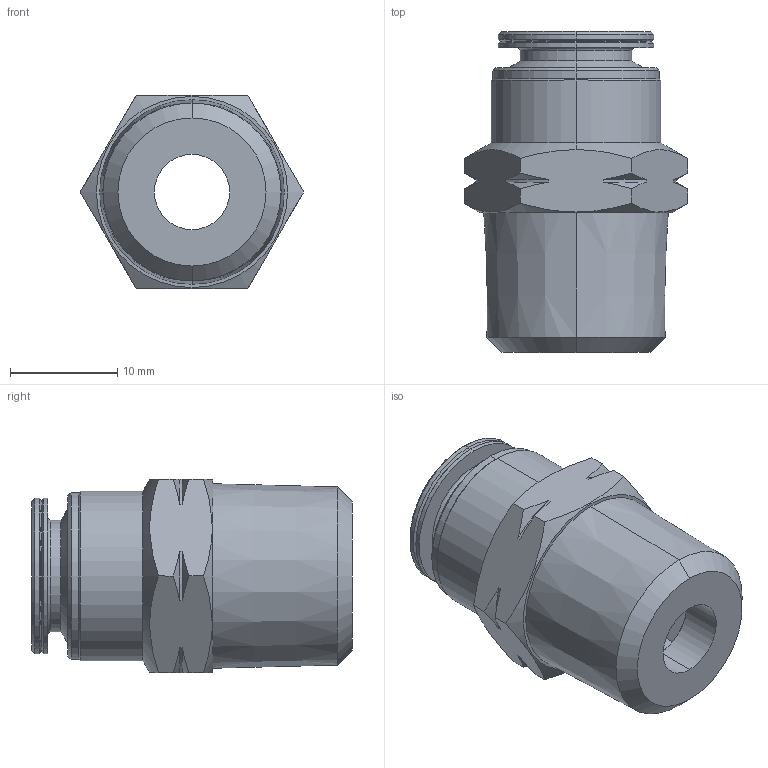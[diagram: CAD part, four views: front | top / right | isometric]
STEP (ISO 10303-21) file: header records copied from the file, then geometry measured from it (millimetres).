
FILE_DESCRIPTION (( 'STEP AP203' ), '1' );
FILE_NAME ('MM010052.STEP', '2010-08-06T11:34:25', ( '' ), ( 'sopra-pneumatic' ), 'SwSTEP 2.0', 'SolidWorks 2009', '' );
FILE_SCHEMA (( 'CONFIG_CONTROL_DESIGN' ));
Length unit declared in the file: millimetre
Products named in the file (1): MM010052
Bounding box: 20.78 x 29.87 x 18 mm (x, y, z)
Volume: 4553.4 mm3; surface area: 2897.4 mm2
Topology: 1 solids, 1 shells, 89 faces, 210 edges, 128 vertices
Faces by surface type: cone 40, plane 25, cylinder 22, torus 2
Entity records: 2801 total; most frequent: CARTESIAN_POINT 712, ORIENTED_EDGE 420, DIRECTION 418, EDGE_CURVE 210, AXIS2_PLACEMENT_3D 166, VERTEX_POINT 128, EDGE_LOOP 96, FACE_OUTER_BOUND 89
